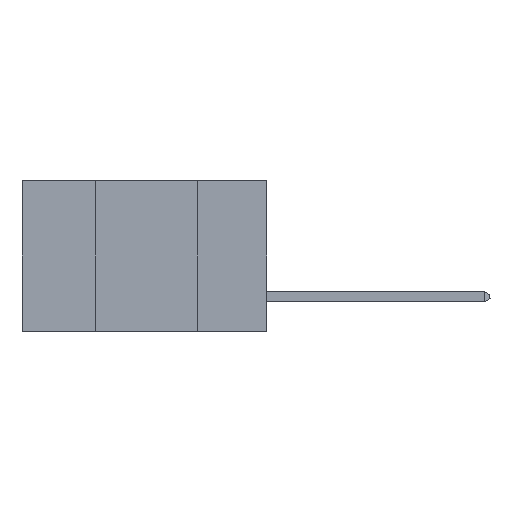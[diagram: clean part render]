
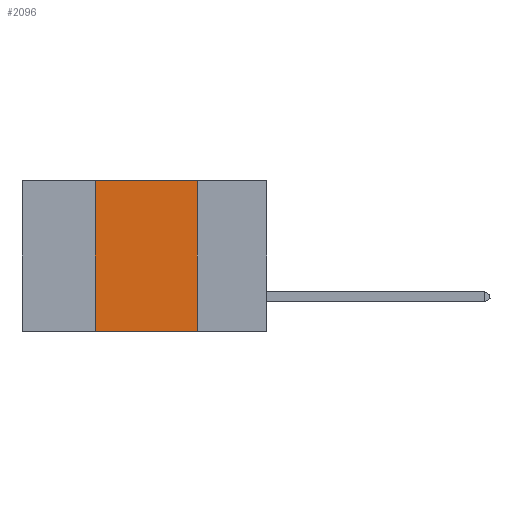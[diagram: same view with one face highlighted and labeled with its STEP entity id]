
A CAD part, left-side view. The second image highlights one B-rep face of the part: STEP entity #2096.
In plain terms, the highlighted planar face has unit normal (-1, 0, 0).
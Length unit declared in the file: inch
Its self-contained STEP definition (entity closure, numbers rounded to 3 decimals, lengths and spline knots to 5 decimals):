
#365 = LINE ( 'NONE', #6067, #13308 ) ;
#1246 = LINE ( 'NONE', #2952, #6958 ) ;
#1385 = AXIS2_PLACEMENT_3D ( 'NONE', #6775, #8034, #10507 ) ;
#1792 = DIRECTION ( 'NONE',  ( 0., 0., 1. ) ) ;
#2096 = ADVANCED_FACE ( 'NONE', ( #6239 ), #10452, .F. ) ;
#2952 = CARTESIAN_POINT ( 'NONE',  ( 0., 0.42, 0. ) ) ;
#2966 = ORIENTED_EDGE ( 'NONE', *, *, #3568, .F. ) ;
#3326 = CARTESIAN_POINT ( 'NONE',  ( 0., 0.17, -0.37 ) ) ;
#3568 = EDGE_CURVE ( 'NONE', #12529, #7628, #1246, .T. ) ;
#5590 = CARTESIAN_POINT ( 'NONE',  ( 0., 0.17, 0. ) ) ;
#5690 = EDGE_CURVE ( 'NONE', #7628, #10563, #10833, .T. ) ;
#5926 = CARTESIAN_POINT ( 'NONE',  ( 0., 0.42, -0.37 ) ) ;
#6067 = CARTESIAN_POINT ( 'NONE',  ( 0., 0.6, -0.37 ) ) ;
#6239 = FACE_OUTER_BOUND ( 'NONE', #15850, .T. ) ;
#6424 = CARTESIAN_POINT ( 'NONE',  ( 0., 0.6, 0. ) ) ;
#6775 = CARTESIAN_POINT ( 'NONE',  ( 0., 0.6, 0. ) ) ;
#6958 = VECTOR ( 'NONE', #1792, 39.37008 ) ;
#7145 = ORIENTED_EDGE ( 'NONE', *, *, #5690, .F. ) ;
#7167 = EDGE_CURVE ( 'NONE', #12529, #15375, #365, .T. ) ;
#7628 = VERTEX_POINT ( 'NONE', #13726 ) ;
#7696 = EDGE_CURVE ( 'NONE', #10563, #15375, #14262, .T. ) ;
#8034 = DIRECTION ( 'NONE',  ( 1., 0., 0. ) ) ;
#8113 = CARTESIAN_POINT ( 'NONE',  ( 0., 0.17, 0. ) ) ;
#8144 = ORIENTED_EDGE ( 'NONE', *, *, #7696, .F. ) ;
#9499 = DIRECTION ( 'NONE',  ( 0., 0., -1. ) ) ;
#9795 = DIRECTION ( 'NONE',  ( 0., -1., 0. ) ) ;
#10452 = PLANE ( 'NONE',  #1385 ) ;
#10507 = DIRECTION ( 'NONE',  ( 0., 0., -1. ) ) ;
#10563 = VERTEX_POINT ( 'NONE', #8113 ) ;
#10833 = LINE ( 'NONE', #6424, #12183 ) ;
#12183 = VECTOR ( 'NONE', #15209, 39.37008 ) ;
#12529 = VERTEX_POINT ( 'NONE', #5926 ) ;
#13308 = VECTOR ( 'NONE', #9795, 39.37008 ) ;
#13726 = CARTESIAN_POINT ( 'NONE',  ( 0., 0.42, 0. ) ) ;
#14262 = LINE ( 'NONE', #5590, #15661 ) ;
#15209 = DIRECTION ( 'NONE',  ( 0., -1., 0. ) ) ;
#15375 = VERTEX_POINT ( 'NONE', #3326 ) ;
#15543 = ORIENTED_EDGE ( 'NONE', *, *, #7167, .T. ) ;
#15661 = VECTOR ( 'NONE', #9499, 39.37008 ) ;
#15850 = EDGE_LOOP ( 'NONE', ( #8144, #7145, #2966, #15543 ) ) ;
